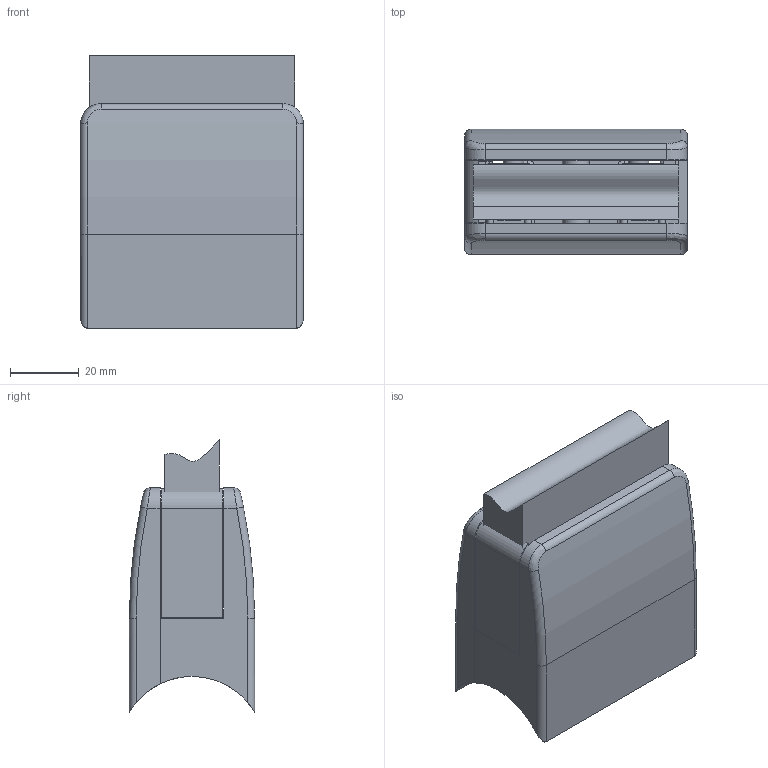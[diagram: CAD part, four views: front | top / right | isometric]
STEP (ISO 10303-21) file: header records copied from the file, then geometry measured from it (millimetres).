
FILE_DESCRIPTION (( 'STEP AP214' ), '1' );
FILE_NAME ('A_2400-042.STEP', '2023-02-27T07:54:44', ( '' ), ( '' ), 'SwSTEP 2.0', 'SolidWorks 2019', '' );
FILE_SCHEMA (( 'AUTOMOTIVE_DESIGN' ));
Length unit declared in the file: millimetre
Products named in the file (8): A_2400-042 P5; A_2400-042 P1_Vìchoz¡<Jako obrobenì>; A_2400-Sklo; Skrutka DIN 7991_Skrutka M 6x 20; A_2400-042; A_2400-042 P3; A_2400-042 P4; A_2400-042 P2
Assembly tree (8 placements, depth 2):
  A_2400-042
    A_2400-042 P1_Vìchoz¡<Jako obrobenì>
    A_2400-042 P2
    A_2400-042 P3
    A_2400-042 P4
    A_2400-042 P5
    Skrutka DIN 7991_Skrutka M 6x 20  x2
    A_2400-Sklo
Bounding box: 65 x 36.5 x 79.35 mm (x, y, z)
Volume: 96172.3 mm3; surface area: 46293.6 mm2
Topology: 11 solids, 11 shells, 521 faces, 1278 edges, 758 vertices
Faces by surface type: cylinder 221, plane 216, sphere 42, cone 20, torus 16, bspline 6
Entity records: 15402 total; most frequent: CARTESIAN_POINT 3212, DIRECTION 2560, ORIENTED_EDGE 2392, EDGE_CURVE 1196, AXIS2_PLACEMENT_3D 921, VERTEX_POINT 736, LINE 718, VECTOR 718
